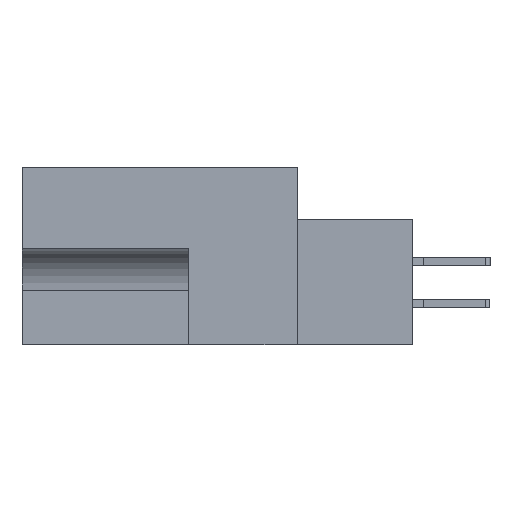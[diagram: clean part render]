
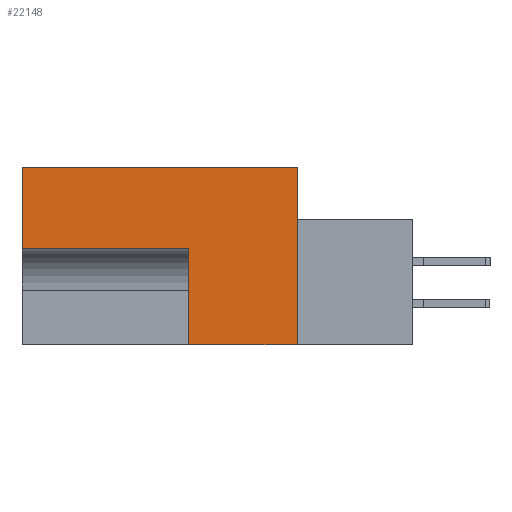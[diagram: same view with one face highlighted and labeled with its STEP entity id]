
A CAD part, left-side view. The second image highlights one B-rep face of the part: STEP entity #22148.
In plain terms, the highlighted planar face has unit normal (-1, 0, 0).
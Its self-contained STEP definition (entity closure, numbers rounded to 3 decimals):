
#572 = CARTESIAN_POINT ( 'NONE',  ( 0., 11.506, 0. ) ) ;
#1780 = DIRECTION ( 'NONE',  ( 0., 0., 1. ) ) ;
#2698 = LINE ( 'NONE', #18838, #9532 ) ;
#4025 = ORIENTED_EDGE ( 'NONE', *, *, #7932, .F. ) ;
#4038 = CARTESIAN_POINT ( 'NONE',  ( 0., 20.955, 0. ) ) ;
#5653 = CARTESIAN_POINT ( 'NONE',  ( 0., -8.814, -13.487 ) ) ;
#6622 = DIRECTION ( 'NONE',  ( 1., 0., 0. ) ) ;
#7587 = DIRECTION ( 'NONE',  ( 0., 1., 0. ) ) ;
#7871 = VERTEX_POINT ( 'NONE', #19424 ) ;
#7891 = ORIENTED_EDGE ( 'NONE', *, *, #10945, .F. ) ;
#7932 = EDGE_CURVE ( 'NONE', #29582, #12745, #22468, .T. ) ;
#8209 = FACE_OUTER_BOUND ( 'NONE', #12418, .T. ) ;
#8880 = VECTOR ( 'NONE', #25741, 1000. ) ;
#9104 = CARTESIAN_POINT ( 'NONE',  ( 0., 20.955, -6.172 ) ) ;
#9148 = PLANE ( 'NONE',  #27343 ) ;
#9303 = EDGE_CURVE ( 'NONE', #7871, #10075, #18464, .T. ) ;
#9532 = VECTOR ( 'NONE', #21139, 1000. ) ;
#10075 = VERTEX_POINT ( 'NONE', #27596 ) ;
#10945 = EDGE_CURVE ( 'NONE', #21614, #29582, #17965, .T. ) ;
#11600 = CARTESIAN_POINT ( 'NONE',  ( 0., 0., 0. ) ) ;
#12224 = LINE ( 'NONE', #19663, #17253 ) ;
#12418 = EDGE_LOOP ( 'NONE', ( #18356, #25080, #19353, #4025, #7891, #21771 ) ) ;
#12745 = VERTEX_POINT ( 'NONE', #4038 ) ;
#13809 = DIRECTION ( 'NONE',  ( 0., 0., -1. ) ) ;
#15552 = VECTOR ( 'NONE', #26223, 1000. ) ;
#17253 = VECTOR ( 'NONE', #19463, 1000. ) ;
#17965 = LINE ( 'NONE', #21711, #24461 ) ;
#18343 = CARTESIAN_POINT ( 'NONE',  ( 0., 0., 0. ) ) ;
#18356 = ORIENTED_EDGE ( 'NONE', *, *, #9303, .F. ) ;
#18464 = LINE ( 'NONE', #5653, #15552 ) ;
#18838 = CARTESIAN_POINT ( 'NONE',  ( 0., 0., 0. ) ) ;
#19353 = ORIENTED_EDGE ( 'NONE', *, *, #23142, .F. ) ;
#19424 = CARTESIAN_POINT ( 'NONE',  ( 0., 0., -13.487 ) ) ;
#19463 = DIRECTION ( 'NONE',  ( 0., 0., 1. ) ) ;
#19663 = CARTESIAN_POINT ( 'NONE',  ( 0., 8.255, -13.487 ) ) ;
#21139 = DIRECTION ( 'NONE',  ( 0., 0., -1. ) ) ;
#21614 = VERTEX_POINT ( 'NONE', #23105 ) ;
#21711 = CARTESIAN_POINT ( 'NONE',  ( 0., 8.255, -6.172 ) ) ;
#21745 = VECTOR ( 'NONE', #1780, 1000. ) ;
#21771 = ORIENTED_EDGE ( 'NONE', *, *, #21853, .F. ) ;
#21853 = EDGE_CURVE ( 'NONE', #10075, #21614, #12224, .T. ) ;
#22148 = ADVANCED_FACE ( 'NONE', ( #8209 ), #9148, .F. ) ;
#22239 = CARTESIAN_POINT ( 'NONE',  ( 0., 20.955, -13.487 ) ) ;
#22468 = LINE ( 'NONE', #22239, #21745 ) ;
#23105 = CARTESIAN_POINT ( 'NONE',  ( 0., 8.255, -6.172 ) ) ;
#23142 = EDGE_CURVE ( 'NONE', #12745, #25517, #28000, .T. ) ;
#24461 = VECTOR ( 'NONE', #7587, 1000. ) ;
#25080 = ORIENTED_EDGE ( 'NONE', *, *, #29065, .F. ) ;
#25517 = VERTEX_POINT ( 'NONE', #11600 ) ;
#25741 = DIRECTION ( 'NONE',  ( 0., -1., 0. ) ) ;
#26223 = DIRECTION ( 'NONE',  ( 0., 1., 0. ) ) ;
#27343 = AXIS2_PLACEMENT_3D ( 'NONE', #18343, #6622, #13809 ) ;
#27596 = CARTESIAN_POINT ( 'NONE',  ( 0., 8.255, -13.487 ) ) ;
#28000 = LINE ( 'NONE', #572, #8880 ) ;
#29065 = EDGE_CURVE ( 'NONE', #25517, #7871, #2698, .T. ) ;
#29582 = VERTEX_POINT ( 'NONE', #9104 ) ;
